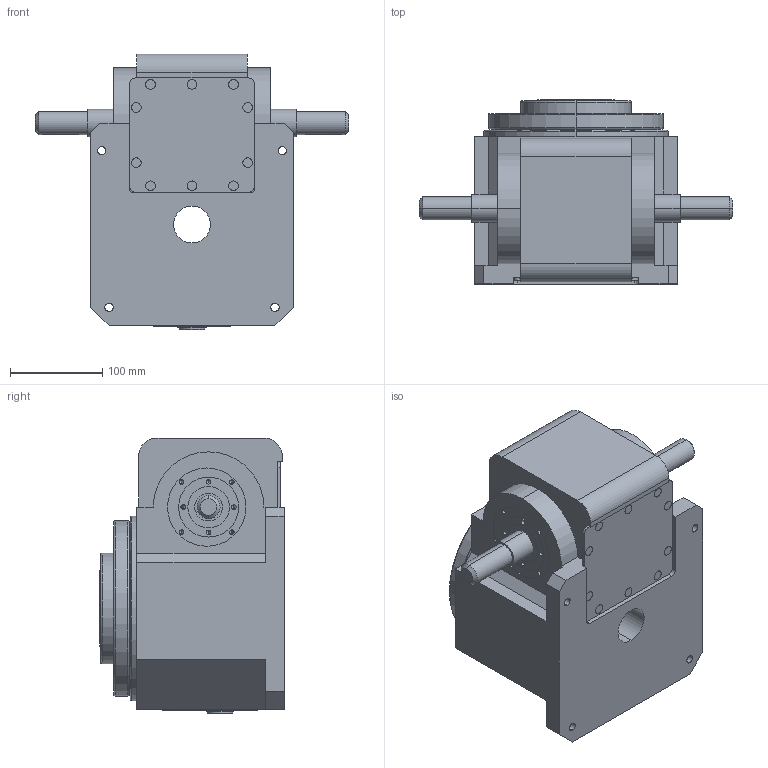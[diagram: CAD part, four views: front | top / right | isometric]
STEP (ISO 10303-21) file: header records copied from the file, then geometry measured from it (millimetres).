
FILE_DESCRIPTION (( 'STEP AP203' ), '1' );
FILE_NAME ('11DT¼Ð·Ç.STEP', '2025-06-10T01:16:52', ( '' ), ( '' ), 'SwSTEP 2.0', 'SolidWorks 2018', '' );
FILE_SCHEMA (( 'CONFIG_CONTROL_DESIGN' ));
Length unit declared in the file: millimetre
Products named in the file (1): 11DT標準
Bounding box: 340 x 200 x 299.5 mm (x, y, z)
Volume: 9178119.7 mm3; surface area: 359734.7 mm2
Topology: 1 solids, 1 shells, 641 faces, 1521 edges, 928 vertices
Faces by surface type: plane 262, cylinder 243, cone 86, torus 50
Entity records: 18130 total; most frequent: DIRECTION 3319, CARTESIAN_POINT 3127, ORIENTED_EDGE 2882, EDGE_CURVE 1441, AXIS2_PLACEMENT_3D 1244, VERTEX_POINT 928, VECTOR 831, LINE 831
